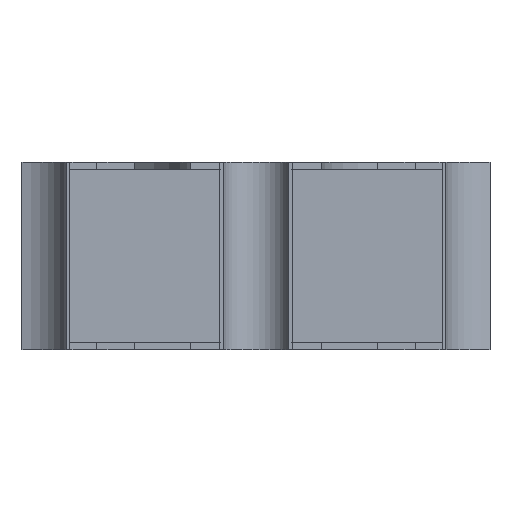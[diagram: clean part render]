
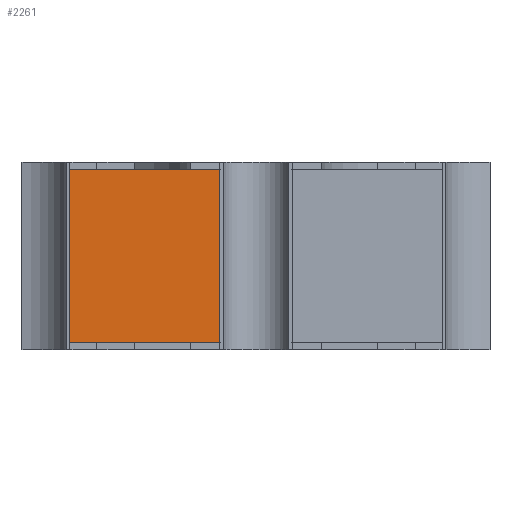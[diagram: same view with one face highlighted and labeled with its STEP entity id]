
A CAD part, left-side view. The second image highlights one B-rep face of the part: STEP entity #2261.
In plain terms, the highlighted planar face has unit normal (-1, 0, 0).
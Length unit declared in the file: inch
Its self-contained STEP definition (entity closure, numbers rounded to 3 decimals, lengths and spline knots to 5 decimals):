
#1569 = EDGE_CURVE ( 'NONE', #3157, #6541, #3130, .T. ) ;
#2261 = ADVANCED_FACE ( 'NONE', ( #19849 ), #6311, .F. ) ;
#2968 = ORIENTED_EDGE ( 'NONE', *, *, #20491, .T. ) ;
#3130 = LINE ( 'NONE', #19801, #18575 ) ;
#3157 = VERTEX_POINT ( 'NONE', #4639 ) ;
#3938 = ORIENTED_EDGE ( 'NONE', *, *, #20902, .F. ) ;
#4028 = EDGE_LOOP ( 'NONE', ( #20463, #2968, #18184, #3938 ) ) ;
#4639 = CARTESIAN_POINT ( 'NONE',  ( -0.1, 0.0497, 0.002 ) ) ;
#4916 = DIRECTION ( 'NONE',  ( 0., 0., -1. ) ) ;
#4954 = LINE ( 'NONE', #15062, #15131 ) ;
#5716 = EDGE_CURVE ( 'NONE', #13024, #12658, #6364, .T. ) ;
#6108 = CARTESIAN_POINT ( 'NONE',  ( -0.1, 0., 0.002 ) ) ;
#6311 = PLANE ( 'NONE',  #10333 ) ;
#6364 = LINE ( 'NONE', #6821, #11250 ) ;
#6541 = VERTEX_POINT ( 'NONE', #15427 ) ;
#6821 = CARTESIAN_POINT ( 'NONE',  ( -0.1, 0.00968, -0.04384 ) ) ;
#7994 = DIRECTION ( 'NONE',  ( 0., -1., 0. ) ) ;
#8275 = CARTESIAN_POINT ( 'NONE',  ( -0.1, 0.00968, 0.002 ) ) ;
#9550 = CARTESIAN_POINT ( 'NONE',  ( -0.1, 0.00968, 0.048 ) ) ;
#9701 = DIRECTION ( 'NONE',  ( 0., 0., 1. ) ) ;
#10333 = AXIS2_PLACEMENT_3D ( 'NONE', #16407, #18075, #11525 ) ;
#11250 = VECTOR ( 'NONE', #4916, 39.37008 ) ;
#11430 = LINE ( 'NONE', #6108, #21851 ) ;
#11525 = DIRECTION ( 'NONE',  ( 0., 0., -1. ) ) ;
#12658 = VERTEX_POINT ( 'NONE', #8275 ) ;
#13024 = VERTEX_POINT ( 'NONE', #9550 ) ;
#15062 = CARTESIAN_POINT ( 'NONE',  ( -0.1, 0., 0.048 ) ) ;
#15131 = VECTOR ( 'NONE', #21841, 39.37008 ) ;
#15427 = CARTESIAN_POINT ( 'NONE',  ( -0.1, 0.0497, 0.048 ) ) ;
#16407 = CARTESIAN_POINT ( 'NONE',  ( -0.1, 0., 0.048 ) ) ;
#18075 = DIRECTION ( 'NONE',  ( 1., 0., 0. ) ) ;
#18184 = ORIENTED_EDGE ( 'NONE', *, *, #5716, .F. ) ;
#18575 = VECTOR ( 'NONE', #9701, 39.37008 ) ;
#19801 = CARTESIAN_POINT ( 'NONE',  ( -0.1, 0.0497, -0.04384 ) ) ;
#19849 = FACE_OUTER_BOUND ( 'NONE', #4028, .T. ) ;
#20463 = ORIENTED_EDGE ( 'NONE', *, *, #1569, .F. ) ;
#20491 = EDGE_CURVE ( 'NONE', #3157, #12658, #11430, .T. ) ;
#20902 = EDGE_CURVE ( 'NONE', #6541, #13024, #4954, .T. ) ;
#21841 = DIRECTION ( 'NONE',  ( 0., -1., 0. ) ) ;
#21851 = VECTOR ( 'NONE', #7994, 39.37008 ) ;
